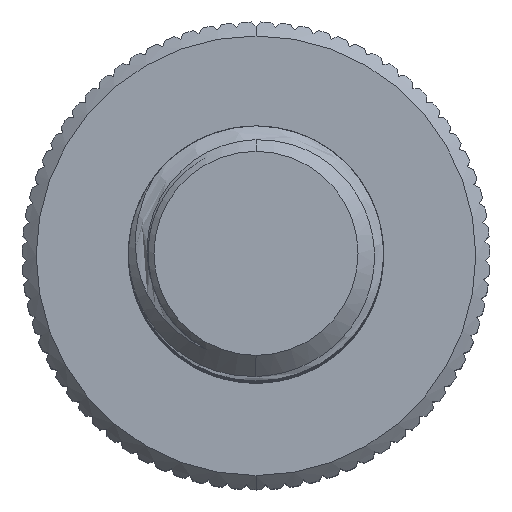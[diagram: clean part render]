
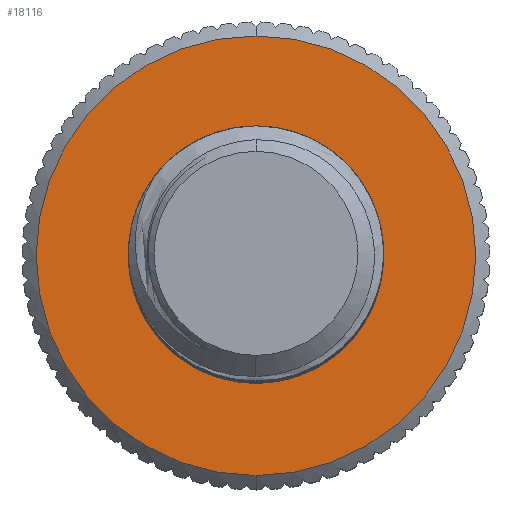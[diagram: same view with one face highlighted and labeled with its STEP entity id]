
A CAD part, top view. The second image highlights one B-rep face of the part: STEP entity #18116.
In plain terms, the highlighted planar face has unit normal (0, 0, 1).
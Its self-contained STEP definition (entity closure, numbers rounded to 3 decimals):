
#106 = CARTESIAN_POINT ( 'NONE',  ( -1.121, 0.892, 0. ) ) ;
#1651 = CARTESIAN_POINT ( 'NONE',  ( -1.469, -0.296, 0. ) ) ;
#1823 = EDGE_CURVE ( 'NONE', #10782, #9639, #20432, .T. ) ;
#1894 = B_SPLINE_CURVE_WITH_KNOTS ( 'NONE', 3,
 ( #8633, #15044, #3707, #5323, #19943, #18203, #16647, #7016, #18266, #10248, #15540, #12218, #2594, #12011, #7439, #10453 ),
 .UNSPECIFIED., .F., .F.,
 ( 4, 2, 2, 2, 2, 2, 2, 4 ),
 ( 0., 0., 0.001, 0.001, 0.002, 0.002, 0.003, 0.003 ),
 .UNSPECIFIED. ) ;
#2173 = VERTEX_POINT ( 'NONE', #17451 ) ;
#2277 = EDGE_LOOP ( 'NONE', ( #6195, #6155 ) ) ;
#2287 = DIRECTION ( 'NONE',  ( 0., 0., 1. ) ) ;
#2594 = CARTESIAN_POINT ( 'NONE',  ( -0.349, -1.434, 0. ) ) ;
#2868 = AXIS2_PLACEMENT_3D ( 'NONE', #9047, #9190, #10794 ) ;
#3191 = CARTESIAN_POINT ( 'NONE',  ( -1.484, -0.155, 0. ) ) ;
#3236 = FACE_BOUND ( 'NONE', #14118, .T. ) ;
#3334 = CARTESIAN_POINT ( 'NONE',  ( -0.394, 1.329, 0. ) ) ;
#3415 = DIRECTION ( 'NONE',  ( 0., 1., 0. ) ) ;
#3518 = CIRCLE ( 'NONE', #2868, 2.585 ) ;
#3707 = CARTESIAN_POINT ( 'NONE',  ( 1.294, 0.01, 0. ) ) ;
#3976 = CARTESIAN_POINT ( 'NONE',  ( 0.942, 0.872, 0. ) ) ;
#4112 = AXIS2_PLACEMENT_3D ( 'NONE', #18046, #4974, #14820 ) ;
#4738 = CARTESIAN_POINT ( 'NONE',  ( 0.56, 1.156, 0. ) ) ;
#4776 = CIRCLE ( 'NONE', #11100, 2.585 ) ;
#4974 = DIRECTION ( 'NONE',  ( 0., 0., 1. ) ) ;
#5104 = PLANE ( 'NONE',  #4112 ) ;
#5323 = CARTESIAN_POINT ( 'NONE',  ( 1.289, -0.27, 0. ) ) ;
#5347 = VERTEX_POINT ( 'NONE', #16417 ) ;
#5796 = ORIENTED_EDGE ( 'NONE', *, *, #16478, .T. ) ;
#6155 = ORIENTED_EDGE ( 'NONE', *, *, #13491, .T. ) ;
#6195 = ORIENTED_EDGE ( 'NONE', *, *, #16472, .T. ) ;
#6427 = CARTESIAN_POINT ( 'NONE',  ( 0.167, 1.306, 0. ) ) ;
#6659 = CARTESIAN_POINT ( 'NONE',  ( 1.134, 0.601, 0. ) ) ;
#6863 = CIRCLE ( 'NONE', #11599, 1.5 ) ;
#7016 = CARTESIAN_POINT ( 'NONE',  ( 0.933, -1.014, 0. ) ) ;
#7142 = ORIENTED_EDGE ( 'NONE', *, *, #9308, .T. ) ;
#7439 = CARTESIAN_POINT ( 'NONE',  ( -0.745, -1.3, 0. ) ) ;
#7611 = DIRECTION ( 'NONE',  ( 0., -1., 0. ) ) ;
#8633 = CARTESIAN_POINT ( 'NONE',  ( 1.236, 0.282, 0. ) ) ;
#8752 = CARTESIAN_POINT ( 'NONE',  ( 0.817, 0.986, 0. ) ) ;
#9047 = CARTESIAN_POINT ( 'NONE',  ( 0., 0., 0. ) ) ;
#9190 = DIRECTION ( 'NONE',  ( 0., 0., 1. ) ) ;
#9308 = EDGE_CURVE ( 'NONE', #12442, #5347, #1894, .T. ) ;
#9639 = VERTEX_POINT ( 'NONE', #19078 ) ;
#9727 = CARTESIAN_POINT ( 'NONE',  ( -1.444, 0.266, 0. ) ) ;
#9798 = CARTESIAN_POINT ( 'NONE',  ( 0.028, 1.329, 0. ) ) ;
#10248 = CARTESIAN_POINT ( 'NONE',  ( 0.484, -1.348, 0. ) ) ;
#10453 = CARTESIAN_POINT ( 'NONE',  ( -0.864, -1.226, 0. ) ) ;
#10782 = VERTEX_POINT ( 'NONE', #14946 ) ;
#10794 = DIRECTION ( 'NONE',  ( 0., 1., 0. ) ) ;
#10920 = EDGE_CURVE ( 'NONE', #10782, #5347, #6863, .T. ) ;
#11100 = AXIS2_PLACEMENT_3D ( 'NONE', #18318, #2287, #3415 ) ;
#11599 = AXIS2_PLACEMENT_3D ( 'NONE', #12456, #18993, #7611 ) ;
#11811 = CARTESIAN_POINT ( 'NONE',  ( 1.236, 0.282, 0. ) ) ;
#12011 = CARTESIAN_POINT ( 'NONE',  ( -0.617, -1.358, 0. ) ) ;
#12218 = CARTESIAN_POINT ( 'NONE',  ( -0.208, -1.452, 0. ) ) ;
#12297 = FACE_OUTER_BOUND ( 'NONE', #2277, .T. ) ;
#12442 = VERTEX_POINT ( 'NONE', #11811 ) ;
#12456 = CARTESIAN_POINT ( 'NONE',  ( 0., 0., 0. ) ) ;
#12821 = CARTESIAN_POINT ( 'NONE',  ( -1.471, 0.125, 0. ) ) ;
#12899 = CARTESIAN_POINT ( 'NONE',  ( 0.675, 1.073, 0. ) ) ;
#13153 = ORIENTED_EDGE ( 'NONE', *, *, #10920, .F. ) ;
#13491 = EDGE_CURVE ( 'NONE', #2173, #14677, #3518, .T. ) ;
#13542 = CARTESIAN_POINT ( 'NONE',  ( 0.675, 1.073, 0. ) ) ;
#14118 = EDGE_LOOP ( 'NONE', ( #13153, #16954, #5796, #7142 ) ) ;
#14451 = CARTESIAN_POINT ( 'NONE',  ( -1.299, 0.658, 0. ) ) ;
#14677 = VERTEX_POINT ( 'NONE', #15635 ) ;
#14820 = DIRECTION ( 'NONE',  ( 0., -1., 0. ) ) ;
#14946 = CARTESIAN_POINT ( 'NONE',  ( -1.436, -0.433, 0. ) ) ;
#15044 = CARTESIAN_POINT ( 'NONE',  ( 1.276, 0.147, 0. ) ) ;
#15540 = CARTESIAN_POINT ( 'NONE',  ( 0.207, -1.44, 0. ) ) ;
#15635 = CARTESIAN_POINT ( 'NONE',  ( 0., 2.585, 0. ) ) ;
#16000 = CARTESIAN_POINT ( 'NONE',  ( -0.671, 1.228, 0. ) ) ;
#16165 = B_SPLINE_CURVE_WITH_KNOTS ( 'NONE', 3,
 ( #13542, #8752, #3976, #6659, #19921, #19850 ),
 .UNSPECIFIED., .F., .F.,
 ( 4, 2, 4 ),
 ( 0., 0., 0.001 ),
 .UNSPECIFIED. ) ;
#16417 = CARTESIAN_POINT ( 'NONE',  ( -0.864, -1.226, 0. ) ) ;
#16472 = EDGE_CURVE ( 'NONE', #14677, #2173, #4776, .T. ) ;
#16478 = EDGE_CURVE ( 'NONE', #9639, #12442, #16165, .T. ) ;
#16647 = CARTESIAN_POINT ( 'NONE',  ( 1.105, -0.796, 0. ) ) ;
#16954 = ORIENTED_EDGE ( 'NONE', *, *, #1823, .T. ) ;
#17451 = CARTESIAN_POINT ( 'NONE',  ( 0., -2.585, 0. ) ) ;
#17681 = CARTESIAN_POINT ( 'NONE',  ( 0.435, 1.219, 0. ) ) ;
#17752 = CARTESIAN_POINT ( 'NONE',  ( -1.436, -0.433, 0. ) ) ;
#18046 = CARTESIAN_POINT ( 'NONE',  ( 0., 2.585, 0. ) ) ;
#18116 = ADVANCED_FACE ( 'NONE', ( #12297, #3236 ), #5104, .T. ) ;
#18203 = CARTESIAN_POINT ( 'NONE',  ( 1.173, -0.672, 0. ) ) ;
#18266 = CARTESIAN_POINT ( 'NONE',  ( 0.829, -1.11, 0. ) ) ;
#18318 = CARTESIAN_POINT ( 'NONE',  ( 0., 0., 0. ) ) ;
#18993 = DIRECTION ( 'NONE',  ( 0., 0., 1. ) ) ;
#19078 = CARTESIAN_POINT ( 'NONE',  ( 0.675, 1.073, 0. ) ) ;
#19850 = CARTESIAN_POINT ( 'NONE',  ( 1.236, 0.282, 0. ) ) ;
#19921 = CARTESIAN_POINT ( 'NONE',  ( 1.2, 0.445, 0. ) ) ;
#19943 = CARTESIAN_POINT ( 'NONE',  ( 1.265, -0.408, 0. ) ) ;
#20432 = B_SPLINE_CURVE_WITH_KNOTS ( 'NONE', 3,
 ( #17752, #1651, #3191, #12821, #9727, #14451, #106, #16000, #3334, #9798, #6427, #17681, #4738, #12899 ),
 .UNSPECIFIED., .F., .F.,
 ( 4, 2, 2, 2, 2, 2, 4 ),
 ( 0., 0.001, 0.001, 0.002, 0.003, 0.003, 0.004 ),
 .UNSPECIFIED. ) ;
